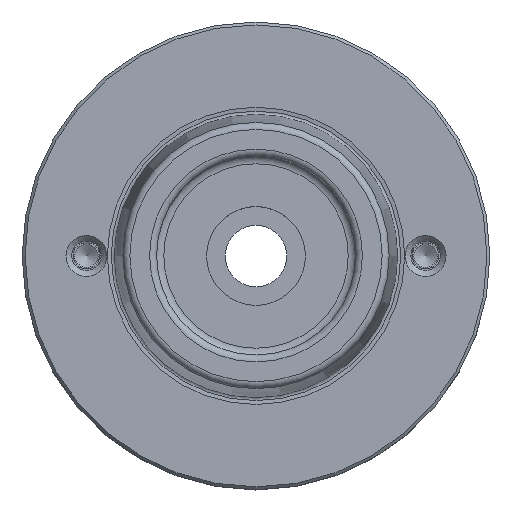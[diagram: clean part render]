
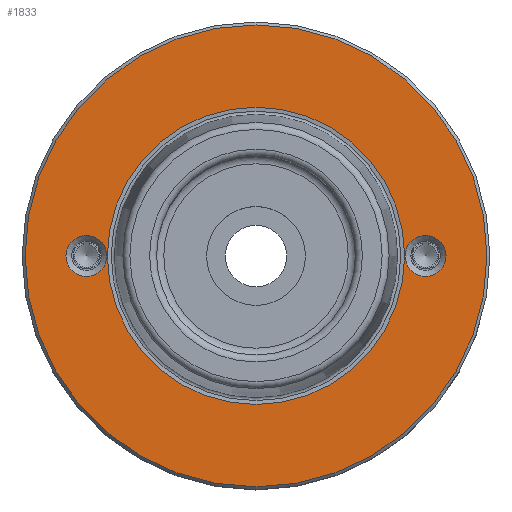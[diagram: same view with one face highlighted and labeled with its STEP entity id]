
A CAD part, top view. The second image highlights one B-rep face of the part: STEP entity #1833.
In plain terms, the highlighted planar face has unit normal (0, 0, 1).
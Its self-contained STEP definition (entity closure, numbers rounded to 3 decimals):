
#200=ORIENTED_EDGE('',*,*,#449,.T.);
#201=ORIENTED_EDGE('',*,*,#450,.T.);
#202=ORIENTED_EDGE('',*,*,#451,.T.);
#203=ORIENTED_EDGE('',*,*,#448,.F.);
#448=EDGE_CURVE('',#580,#580,#698,.T.);
#449=EDGE_CURVE('',#581,#581,#699,.F.);
#450=EDGE_CURVE('',#582,#582,#700,.F.);
#451=EDGE_CURVE('',#583,#583,#701,.T.);
#580=VERTEX_POINT('',#2660);
#581=VERTEX_POINT('',#2663);
#582=VERTEX_POINT('',#2665);
#583=VERTEX_POINT('',#2667);
#698=CIRCLE('',#1978,25.423);
#699=CIRCLE('',#1980,3.5);
#700=CIRCLE('',#1981,3.5);
#701=CIRCLE('',#1982,39.5);
#814=EDGE_LOOP('',(#200));
#815=EDGE_LOOP('',(#201));
#816=EDGE_LOOP('',(#202));
#817=EDGE_LOOP('',(#203));
#1006=FACE_BOUND('',#814,.T.);
#1007=FACE_BOUND('',#815,.T.);
#1008=FACE_BOUND('',#816,.T.);
#1009=FACE_BOUND('',#817,.T.);
#1167=PLANE('',#1979);
#1833=ADVANCED_FACE('',(#1006,#1007,#1008,#1009),#1167,.T.);
#1978=AXIS2_PLACEMENT_3D('',#2659,#2229,#2230);
#1979=AXIS2_PLACEMENT_3D('',#2661,#2231,#2232);
#1980=AXIS2_PLACEMENT_3D('',#2662,#2233,#2234);
#1981=AXIS2_PLACEMENT_3D('',#2664,#2235,#2236);
#1982=AXIS2_PLACEMENT_3D('',#2666,#2237,#2238);
#2229=DIRECTION('',(0.,0.,1.));
#2230=DIRECTION('',(1.,0.,0.));
#2231=DIRECTION('',(0.,0.,1.));
#2232=DIRECTION('',(1.,0.,0.));
#2233=DIRECTION('',(0.,0.,1.));
#2234=DIRECTION('',(1.,0.,0.));
#2235=DIRECTION('',(0.,0.,1.));
#2236=DIRECTION('',(1.,0.,0.));
#2237=DIRECTION('',(0.,0.,1.));
#2238=DIRECTION('',(1.,0.,0.));
#2659=CARTESIAN_POINT('',(0.,0.,0.));
#2660=CARTESIAN_POINT('',(25.423,0.,0.));
#2661=CARTESIAN_POINT('',(39.5,0.,0.));
#2662=CARTESIAN_POINT('',(-29.,0.,0.));
#2663=CARTESIAN_POINT('',(-25.5,0.,0.));
#2664=CARTESIAN_POINT('',(29.,0.,0.));
#2665=CARTESIAN_POINT('',(32.5,0.,0.));
#2666=CARTESIAN_POINT('',(0.,0.,0.));
#2667=CARTESIAN_POINT('',(39.5,0.,0.));
